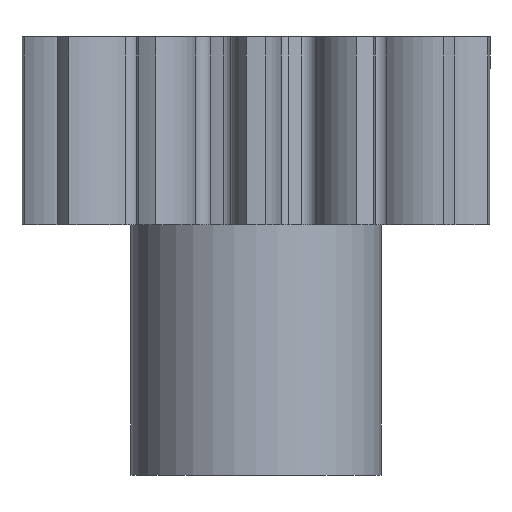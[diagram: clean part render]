
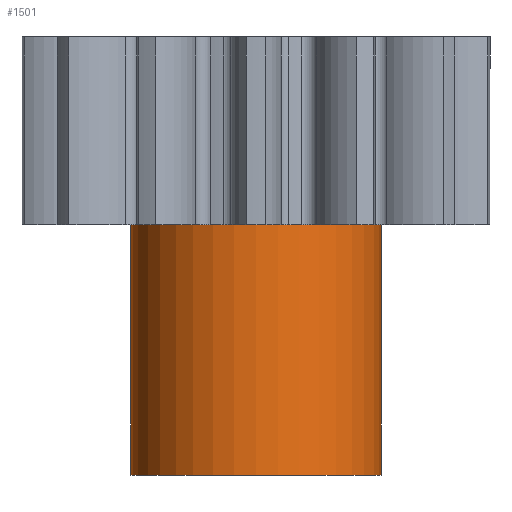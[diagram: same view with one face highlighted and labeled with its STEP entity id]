
A CAD part, front view. The second image highlights one B-rep face of the part: STEP entity #1501.
In plain terms, the highlighted cylindrical face has radius 2 mm (diameter 4 mm), a partial arc.
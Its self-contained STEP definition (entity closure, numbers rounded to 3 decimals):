
#269 = DIRECTION ( 'NONE',  ( 0., 0., 1. ) ) ;
#274 = VECTOR ( 'NONE', #269, 1000. ) ;
#410 = VERTEX_POINT ( 'NONE', #1596 ) ;
#411 = VERTEX_POINT ( 'NONE', #1595 ) ;
#414 = VERTEX_POINT ( 'NONE', #1584 ) ;
#415 = VERTEX_POINT ( 'NONE', #1587 ) ;
#416 = EDGE_CURVE ( 'NONE', #410, #414, #1586, .T. ) ;
#419 = EDGE_CURVE ( 'NONE', #411, #415, #1574, .T. ) ;
#863 = EDGE_CURVE ( 'NONE', #415, #414, #2686, .T. ) ;
#1451 = EDGE_LOOP ( 'NONE', ( #1459, #1455, #1504, #1503 ) ) ;
#1455 = ORIENTED_EDGE ( 'NONE', *, *, #1502, .T. ) ;
#1459 = ORIENTED_EDGE ( 'NONE', *, *, #419, .F. ) ;
#1501 = ADVANCED_FACE ( 'NONE', ( #2989 ), #2983, .T. ) ;
#1502 = EDGE_CURVE ( 'NONE', #411, #410, #2975, .T. ) ;
#1503 = ORIENTED_EDGE ( 'NONE', *, *, #863, .F. ) ;
#1504 = ORIENTED_EDGE ( 'NONE', *, *, #416, .T. ) ;
#1573 = CARTESIAN_POINT ( 'NONE',  ( -2., 0., -4. ) ) ;
#1574 = LINE ( 'NONE', #1573, #274 ) ;
#1580 = DIRECTION ( 'NONE',  ( 0., 0., 1. ) ) ;
#1581 = VECTOR ( 'NONE', #1580, 1000. ) ;
#1584 = CARTESIAN_POINT ( 'NONE',  ( 2., 0., 0. ) ) ;
#1585 = CARTESIAN_POINT ( 'NONE',  ( 2., 0., -4. ) ) ;
#1586 = LINE ( 'NONE', #1585, #1581 ) ;
#1587 = CARTESIAN_POINT ( 'NONE',  ( -2., 0., 0. ) ) ;
#1595 = CARTESIAN_POINT ( 'NONE',  ( -2., 0., -4. ) ) ;
#1596 = CARTESIAN_POINT ( 'NONE',  ( 2., 0., -4. ) ) ;
#2667 = DIRECTION ( 'NONE',  ( 1., 0., 0. ) ) ;
#2668 = DIRECTION ( 'NONE',  ( 0., 0., 1. ) ) ;
#2669 = CARTESIAN_POINT ( 'NONE',  ( 0., 0., 0. ) ) ;
#2670 = AXIS2_PLACEMENT_3D ( 'NONE', #2669, #2668, #2667 ) ;
#2686 = CIRCLE ( 'NONE', #2670, 2. ) ;
#2963 = DIRECTION ( 'NONE',  ( 1., 0., 0. ) ) ;
#2964 = DIRECTION ( 'NONE',  ( 0., 0., 1. ) ) ;
#2965 = AXIS2_PLACEMENT_3D ( 'NONE', #2987, #2964, #2963 ) ;
#2967 = DIRECTION ( 'NONE',  ( 1., 0., 0. ) ) ;
#2968 = DIRECTION ( 'NONE',  ( 0., 0., 1. ) ) ;
#2969 = CARTESIAN_POINT ( 'NONE',  ( 0., 0., -4. ) ) ;
#2970 = AXIS2_PLACEMENT_3D ( 'NONE', #2969, #2968, #2967 ) ;
#2975 = CIRCLE ( 'NONE', #2965, 2. ) ;
#2983 = CYLINDRICAL_SURFACE ( 'NONE', #2970, 2. ) ;
#2987 = CARTESIAN_POINT ( 'NONE',  ( 0., 0., -4. ) ) ;
#2989 = FACE_OUTER_BOUND ( 'NONE', #1451, .T. ) ;
